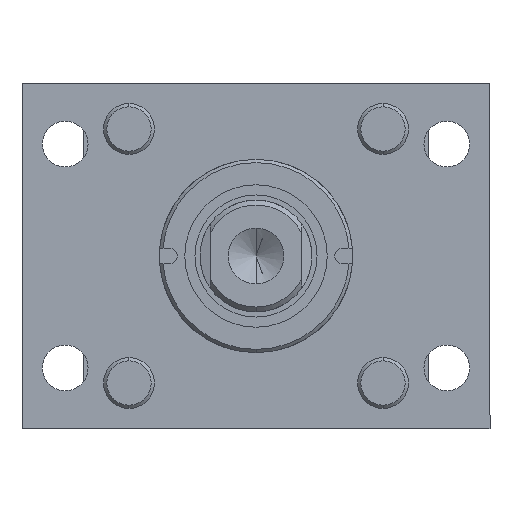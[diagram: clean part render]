
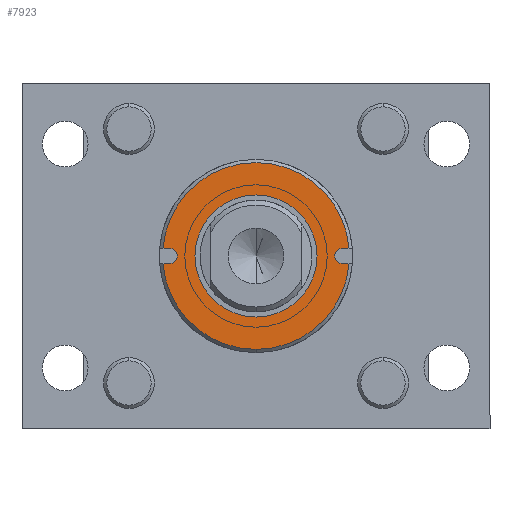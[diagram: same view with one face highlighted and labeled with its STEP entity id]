
A CAD part, left-side view. The second image highlights one B-rep face of the part: STEP entity #7923.
In plain terms, the highlighted planar face has unit normal (-1, 0, 0).
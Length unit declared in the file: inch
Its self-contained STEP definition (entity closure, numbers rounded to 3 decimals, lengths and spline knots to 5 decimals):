
#111 = ORIENTED_EDGE ( 'NONE', *, *, #8063, .T. ) ;
#405 = CIRCLE ( 'NONE', #8148, 1.1475 ) ;
#756 = EDGE_CURVE ( 'NONE', #6858, #8359, #1749, .T. ) ;
#857 = DIRECTION ( 'NONE',  ( 0., 0., 1. ) ) ;
#865 = CARTESIAN_POINT ( 'NONE',  ( 9.17484, 17.5298, -0.094 ) ) ;
#958 = ORIENTED_EDGE ( 'NONE', *, *, #756, .F. ) ;
#959 = CIRCLE ( 'NONE', #2618, 0.094 ) ;
#998 = PLANE ( 'NONE',  #1631 ) ;
#1016 = AXIS2_PLACEMENT_3D ( 'NONE', #7418, #3577, #8492 ) ;
#1043 = VECTOR ( 'NONE', #5777, 39.37008 ) ;
#1053 = CIRCLE ( 'NONE', #2498, 0.75 ) ;
#1169 = CARTESIAN_POINT ( 'NONE',  ( 9.17484, 17.5298, 0.094 ) ) ;
#1341 = VERTEX_POINT ( 'NONE', #5469 ) ;
#1377 = VECTOR ( 'NONE', #6109, 39.37008 ) ;
#1400 = CARTESIAN_POINT ( 'NONE',  ( 9.17484, 17.4443, -0.094 ) ) ;
#1452 = DIRECTION ( 'NONE',  ( 1., 0., 0. ) ) ;
#1567 = CARTESIAN_POINT ( 'NONE',  ( 9.17484, 16.3823, 0. ) ) ;
#1599 = AXIS2_PLACEMENT_3D ( 'NONE', #8449, #4654, #857 ) ;
#1631 = AXIS2_PLACEMENT_3D ( 'NONE', #5934, #2149, #7084 ) ;
#1749 = CIRCLE ( 'NONE', #6928, 0.75 ) ;
#1800 = ORIENTED_EDGE ( 'NONE', *, *, #5822, .F. ) ;
#1977 = ORIENTED_EDGE ( 'NONE', *, *, #7995, .T. ) ;
#2088 = VERTEX_POINT ( 'NONE', #4688 ) ;
#2149 = DIRECTION ( 'NONE',  ( 1., 0., 0. ) ) ;
#2179 = DIRECTION ( 'NONE',  ( -1., 0., 0. ) ) ;
#2428 = AXIS2_PLACEMENT_3D ( 'NONE', #1567, #6508, #2719 ) ;
#2498 = AXIS2_PLACEMENT_3D ( 'NONE', #5962, #2179, #7103 ) ;
#2504 = DIRECTION ( 'NONE',  ( 0., -1., 0. ) ) ;
#2618 = AXIS2_PLACEMENT_3D ( 'NONE', #5240, #1452, #6396 ) ;
#2682 = EDGE_CURVE ( 'NONE', #2088, #4844, #959, .T. ) ;
#2719 = DIRECTION ( 'NONE',  ( 0., 0., 1. ) ) ;
#2737 = CARTESIAN_POINT ( 'NONE',  ( 9.17484, 17.5298, -0.094 ) ) ;
#2754 = CIRCLE ( 'NONE', #1016, 0.094 ) ;
#2863 = CARTESIAN_POINT ( 'NONE',  ( 9.17484, 16.3823, 0. ) ) ;
#2943 = ORIENTED_EDGE ( 'NONE', *, *, #5209, .T. ) ;
#3181 = EDGE_LOOP ( 'NONE', ( #2943, #6929, #1977, #4199, #7297, #111, #8530, #6033, #5990 ) ) ;
#3270 = CARTESIAN_POINT ( 'NONE',  ( 9.17484, 15.23865, -0.094 ) ) ;
#3288 = DIRECTION ( 'NONE',  ( -1., 0., 0. ) ) ;
#3352 = VERTEX_POINT ( 'NONE', #8183 ) ;
#3387 = CARTESIAN_POINT ( 'NONE',  ( 9.17484, 16.3823, -1.1475 ) ) ;
#3432 = EDGE_CURVE ( 'NONE', #3352, #4844, #6531, .T. ) ;
#3577 = DIRECTION ( 'NONE',  ( 1., 0., 0. ) ) ;
#3859 = CARTESIAN_POINT ( 'NONE',  ( 9.17484, 16.3823, 0.75 ) ) ;
#3979 = DIRECTION ( 'NONE',  ( 0., 0., 1. ) ) ;
#4099 = FACE_BOUND ( 'NONE', #7864, .T. ) ;
#4119 = CARTESIAN_POINT ( 'NONE',  ( 9.17484, 15.3203, -0.094 ) ) ;
#4199 = ORIENTED_EDGE ( 'NONE', *, *, #8333, .T. ) ;
#4479 = VERTEX_POINT ( 'NONE', #4119 ) ;
#4654 = DIRECTION ( 'NONE',  ( -1., 0., 0. ) ) ;
#4664 = LINE ( 'NONE', #865, #1043 ) ;
#4688 = CARTESIAN_POINT ( 'NONE',  ( 9.17484, 17.4443, 0.094 ) ) ;
#4844 = VERTEX_POINT ( 'NONE', #1400 ) ;
#4961 = LINE ( 'NONE', #1169, #1377 ) ;
#4996 = VERTEX_POINT ( 'NONE', #6355 ) ;
#5136 = EDGE_CURVE ( 'NONE', #7764, #6749, #6838, .T. ) ;
#5209 = EDGE_CURVE ( 'NONE', #3352, #7764, #8474, .T. ) ;
#5213 = FACE_OUTER_BOUND ( 'NONE', #3181, .T. ) ;
#5240 = CARTESIAN_POINT ( 'NONE',  ( 9.17484, 17.4443, 0. ) ) ;
#5276 = LINE ( 'NONE', #5721, #6921 ) ;
#5430 = EDGE_CURVE ( 'NONE', #1341, #2088, #5276, .T. ) ;
#5469 = CARTESIAN_POINT ( 'NONE',  ( 9.17484, 17.52594, 0.094 ) ) ;
#5721 = CARTESIAN_POINT ( 'NONE',  ( 9.17484, 17.5298, 0.094 ) ) ;
#5777 = DIRECTION ( 'NONE',  ( 0., 1., 0. ) ) ;
#5822 = EDGE_CURVE ( 'NONE', #8359, #6858, #1053, .T. ) ;
#5934 = CARTESIAN_POINT ( 'NONE',  ( 9.17484, 17.5298, 0. ) ) ;
#5962 = CARTESIAN_POINT ( 'NONE',  ( 9.17484, 16.3823, 0. ) ) ;
#5990 = ORIENTED_EDGE ( 'NONE', *, *, #3432, .F. ) ;
#6033 = ORIENTED_EDGE ( 'NONE', *, *, #2682, .T. ) ;
#6109 = DIRECTION ( 'NONE',  ( 0., 1., 0. ) ) ;
#6230 = VERTEX_POINT ( 'NONE', #7691 ) ;
#6232 = EDGE_CURVE ( 'NONE', #4996, #6230, #4961, .T. ) ;
#6355 = CARTESIAN_POINT ( 'NONE',  ( 9.17484, 15.23865, 0.094 ) ) ;
#6396 = DIRECTION ( 'NONE',  ( 0., 0., -1. ) ) ;
#6508 = DIRECTION ( 'NONE',  ( -1., 0., 0. ) ) ;
#6531 = LINE ( 'NONE', #2737, #6964 ) ;
#6749 = VERTEX_POINT ( 'NONE', #3270 ) ;
#6838 = CIRCLE ( 'NONE', #1599, 1.1475 ) ;
#6858 = VERTEX_POINT ( 'NONE', #7272 ) ;
#6921 = VECTOR ( 'NONE', #2504, 39.37008 ) ;
#6928 = AXIS2_PLACEMENT_3D ( 'NONE', #7123, #3288, #8214 ) ;
#6929 = ORIENTED_EDGE ( 'NONE', *, *, #5136, .T. ) ;
#6964 = VECTOR ( 'NONE', #7670, 39.37008 ) ;
#7084 = DIRECTION ( 'NONE',  ( 0., 0., -1. ) ) ;
#7103 = DIRECTION ( 'NONE',  ( 0., 0., 1. ) ) ;
#7123 = CARTESIAN_POINT ( 'NONE',  ( 9.17484, 16.3823, 0. ) ) ;
#7272 = CARTESIAN_POINT ( 'NONE',  ( 9.17484, 16.3823, -0.75 ) ) ;
#7297 = ORIENTED_EDGE ( 'NONE', *, *, #6232, .F. ) ;
#7418 = CARTESIAN_POINT ( 'NONE',  ( 9.17484, 15.3203, 0. ) ) ;
#7670 = DIRECTION ( 'NONE',  ( 0., -1., 0. ) ) ;
#7691 = CARTESIAN_POINT ( 'NONE',  ( 9.17484, 15.3203, 0.094 ) ) ;
#7764 = VERTEX_POINT ( 'NONE', #3387 ) ;
#7797 = DIRECTION ( 'NONE',  ( -1., 0., 0. ) ) ;
#7864 = EDGE_LOOP ( 'NONE', ( #1800, #958 ) ) ;
#7923 = ADVANCED_FACE ( 'NONE', ( #4099, #5213 ), #998, .F. ) ;
#7995 = EDGE_CURVE ( 'NONE', #6749, #4479, #4664, .T. ) ;
#8063 = EDGE_CURVE ( 'NONE', #4996, #1341, #405, .T. ) ;
#8148 = AXIS2_PLACEMENT_3D ( 'NONE', #2863, #7797, #3979 ) ;
#8183 = CARTESIAN_POINT ( 'NONE',  ( 9.17484, 17.52594, -0.094 ) ) ;
#8214 = DIRECTION ( 'NONE',  ( 0., 0., 1. ) ) ;
#8333 = EDGE_CURVE ( 'NONE', #4479, #6230, #2754, .T. ) ;
#8359 = VERTEX_POINT ( 'NONE', #3859 ) ;
#8449 = CARTESIAN_POINT ( 'NONE',  ( 9.17484, 16.3823, 0. ) ) ;
#8474 = CIRCLE ( 'NONE', #2428, 1.1475 ) ;
#8492 = DIRECTION ( 'NONE',  ( 0., 0., -1. ) ) ;
#8530 = ORIENTED_EDGE ( 'NONE', *, *, #5430, .T. ) ;
